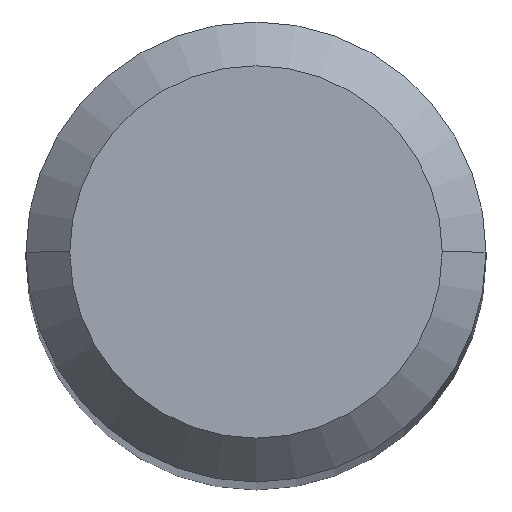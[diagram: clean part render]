
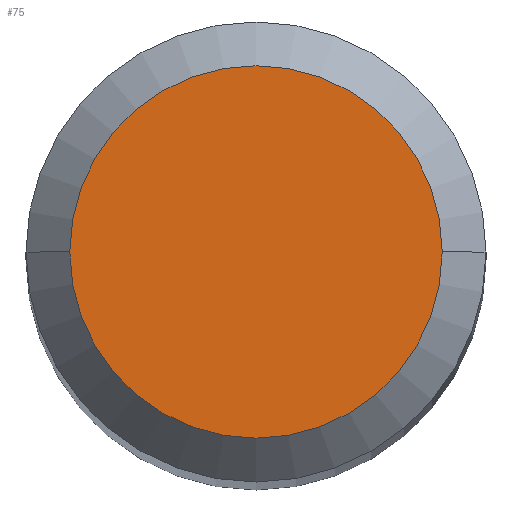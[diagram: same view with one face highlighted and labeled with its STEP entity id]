
A CAD part, top view. The second image highlights one B-rep face of the part: STEP entity #75.
In plain terms, the highlighted planar face has unit normal (0, 0, 1).
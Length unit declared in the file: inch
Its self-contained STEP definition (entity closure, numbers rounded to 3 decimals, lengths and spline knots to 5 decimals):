
#14 = AXIS2_PLACEMENT_3D ( 'NONE', #324, #372, #195 ) ;
#29 = DIRECTION ( 'NONE',  ( 0., 0., 1. ) ) ;
#36 = CARTESIAN_POINT ( 'NONE',  ( 0., 0., 1.9685 ) ) ;
#44 = VERTEX_POINT ( 'NONE', #104 ) ;
#59 = DIRECTION ( 'NONE',  ( 1., 0., 0. ) ) ;
#68 = EDGE_LOOP ( 'NONE', ( #99, #149 ) ) ;
#75 = ADVANCED_FACE ( 'NONE', ( #348 ), #231, .T. ) ;
#80 = CARTESIAN_POINT ( 'NONE',  ( -0.06374, 0., 1.9685 ) ) ;
#99 = ORIENTED_EDGE ( 'NONE', *, *, #130, .T. ) ;
#104 = CARTESIAN_POINT ( 'NONE',  ( 0.06374, 0., 1.9685 ) ) ;
#130 = EDGE_CURVE ( 'NONE', #242, #44, #166, .T. ) ;
#149 = ORIENTED_EDGE ( 'NONE', *, *, #369, .T. ) ;
#166 = CIRCLE ( 'NONE', #177, 0.06374 ) ;
#176 = DIRECTION ( 'NONE',  ( 1., 0., 0. ) ) ;
#177 = AXIS2_PLACEMENT_3D ( 'NONE', #351, #253, #176 ) ;
#195 = DIRECTION ( 'NONE',  ( 1., 0., 0. ) ) ;
#230 = AXIS2_PLACEMENT_3D ( 'NONE', #36, #29, #59 ) ;
#231 = PLANE ( 'NONE',  #14 ) ;
#242 = VERTEX_POINT ( 'NONE', #80 ) ;
#253 = DIRECTION ( 'NONE',  ( 0., 0., 1. ) ) ;
#324 = CARTESIAN_POINT ( 'NONE',  ( 0., 0., 1.9685 ) ) ;
#331 = CIRCLE ( 'NONE', #230, 0.06374 ) ;
#348 = FACE_OUTER_BOUND ( 'NONE', #68, .T. ) ;
#351 = CARTESIAN_POINT ( 'NONE',  ( 0., 0., 1.9685 ) ) ;
#369 = EDGE_CURVE ( 'NONE', #44, #242, #331, .T. ) ;
#372 = DIRECTION ( 'NONE',  ( 0., 0., 1. ) ) ;
